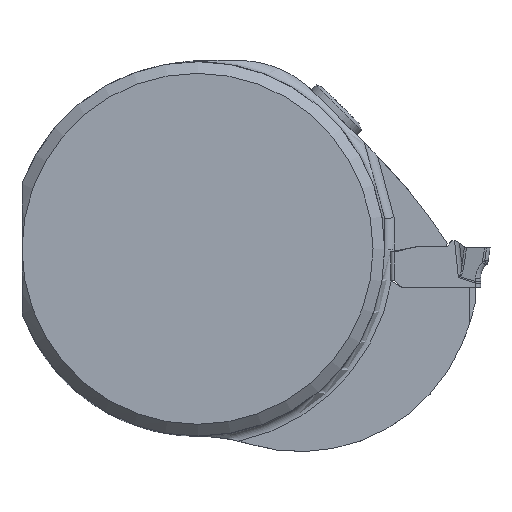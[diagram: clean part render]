
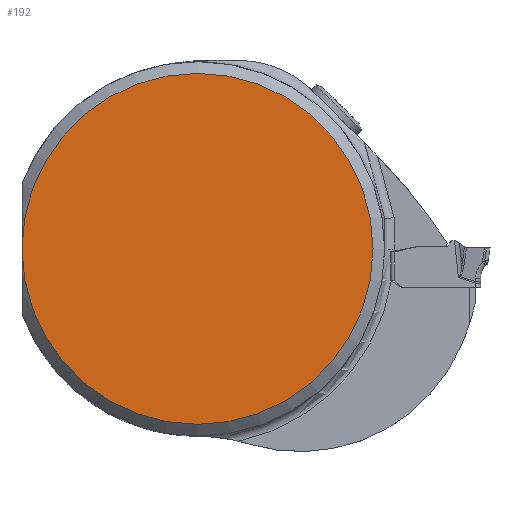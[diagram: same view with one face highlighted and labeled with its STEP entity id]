
A CAD part, top view. The second image highlights one B-rep face of the part: STEP entity #192.
In plain terms, the highlighted planar face has unit normal (0, 0, 1).
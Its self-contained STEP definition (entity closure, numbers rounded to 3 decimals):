
#192=ADVANCED_FACE('',(#381),#324,.F.);
#324=PLANE('',#2531);
#381=FACE_OUTER_BOUND('',#513,.T.);
#513=EDGE_LOOP('',(#906));
#807=CIRCLE('',#2528,15.);
#906=ORIENTED_EDGE('',*,*,#1806,.T.);
#1583=VERTEX_POINT('',#3420);
#1806=EDGE_CURVE('',#1583,#1583,#807,.T.);
#2528=AXIS2_PLACEMENT_3D('',#3421,#2778,#2779);
#2531=AXIS2_PLACEMENT_3D('',#3467,#2784,#2785);
#2778=DIRECTION('',(0.,0.,1.));
#2779=DIRECTION('',(1.,0.,0.));
#2784=DIRECTION('',(0.,0.,-1.));
#2785=DIRECTION('',(1.,0.,0.));
#3420=CARTESIAN_POINT('',(-15.,0.,0.325));
#3421=CARTESIAN_POINT('',(0.,0.,0.325));
#3467=CARTESIAN_POINT('',(0.,0.,0.325));
